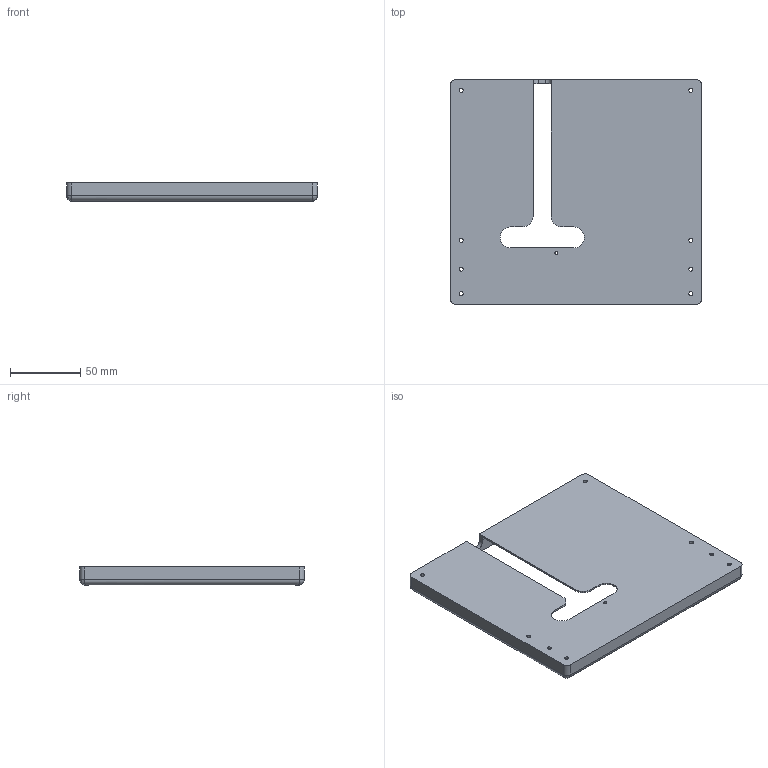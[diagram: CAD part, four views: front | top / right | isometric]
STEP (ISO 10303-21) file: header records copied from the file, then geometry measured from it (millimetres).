
FILE_DESCRIPTION(/* description */ (''),/* implementation_level */ '2;1');
FILE_NAME(/* name */ 'trackpad-low v4.step',/* time_stamp */ '2024-02-08T20:40:30Z',/* author */ (''),/* organization */ (''),/* preprocessor_version */ 'ST-DEVELOPER v20',/* originating_system */ 'Autodesk Translation Framework v12.20.1.177',/* authorisation */ '');
FILE_SCHEMA (('AUTOMOTIVE_DESIGN { 1 0 10303 214 3 1 1 }'));
Length unit declared in the file: millimetre
Products named in the file (1): trackpad-low
Bounding box: 179 x 160.17 x 13.05 mm (x, y, z)
Volume: 56797 mm3; surface area: 71649.8 mm2
Topology: 1 solids, 1 shells, 558 faces, 1397 edges, 809 vertices
Faces by surface type: plane 356, cylinder 182, bspline 13, torus 7
Full cylindrical faces by diameter (mm): 2.2 x1, 2.95 x8, 3 x4, 3.2 x4, 7.468 x2
Entity records: 17039 total; most frequent: CARTESIAN_POINT 3468, DIRECTION 2913, ORIENTED_EDGE 2788, EDGE_CURVE 1394, AXIS2_PLACEMENT_3D 995, LINE 923, VECTOR 923, VERTEX_POINT 808
